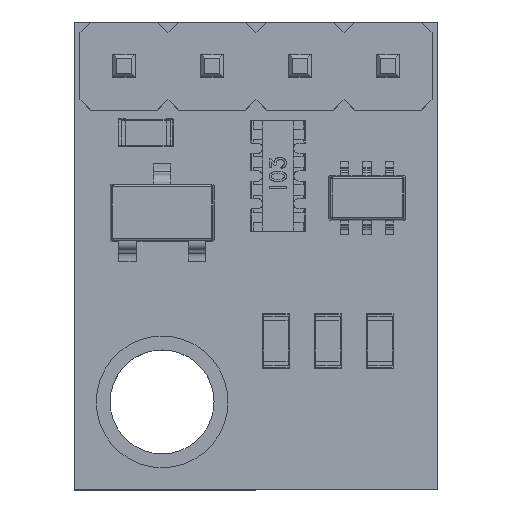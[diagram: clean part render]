
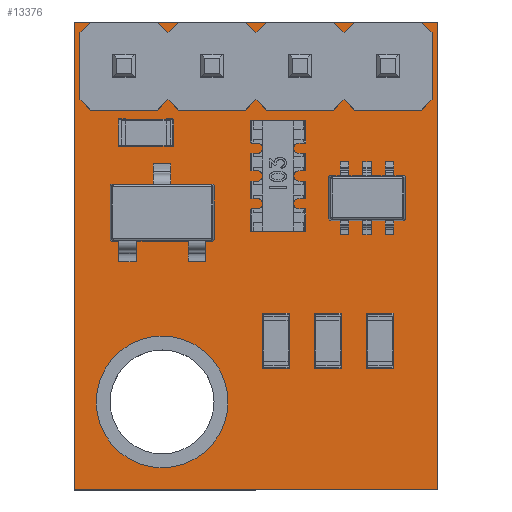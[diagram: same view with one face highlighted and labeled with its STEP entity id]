
A CAD part, top view. The second image highlights one B-rep face of the part: STEP entity #13376.
In plain terms, the highlighted planar face has unit normal (0, 0, 1).
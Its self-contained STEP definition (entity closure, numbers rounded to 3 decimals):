
#12198=CARTESIAN_POINT('',(4.572,5.48,1.5));
#12199=VERTEX_POINT('',#12198);
#12200=CARTESIAN_POINT('',(3.81,5.48,1.5));
#12201=DIRECTION('',(0.0,0.0,-1.0));
#12202=DIRECTION('',(-1.0,0.0,0.0));
#12203=AXIS2_PLACEMENT_3D('',#12200,#12201,#12202);
#12204=CIRCLE('',#12203,0.762);
#12205=EDGE_CURVE('',#12199,#12199,#12204,.T.);
#12246=CARTESIAN_POINT('',(2.032,5.48,1.5));
#12247=VERTEX_POINT('',#12246);
#12248=CARTESIAN_POINT('',(1.27,5.48,1.5));
#12249=DIRECTION('',(0.0,0.0,-1.0));
#12250=DIRECTION('',(-1.0,0.0,0.0));
#12251=AXIS2_PLACEMENT_3D('',#12248,#12249,#12250);
#12252=CIRCLE('',#12251,0.762);
#12253=EDGE_CURVE('',#12247,#12247,#12252,.T.);
#12294=CARTESIAN_POINT('',(-0.508,5.48,1.5));
#12295=VERTEX_POINT('',#12294);
#12296=CARTESIAN_POINT('',(-1.27,5.48,1.5));
#12297=DIRECTION('',(0.0,0.0,-1.0));
#12298=DIRECTION('',(-1.0,0.0,0.0));
#12299=AXIS2_PLACEMENT_3D('',#12296,#12297,#12298);
#12300=CIRCLE('',#12299,0.762);
#12301=EDGE_CURVE('',#12295,#12295,#12300,.T.);
#12342=CARTESIAN_POINT('',(-3.048,5.48,1.5));
#12343=VERTEX_POINT('',#12342);
#12344=CARTESIAN_POINT('',(-3.81,5.48,1.5));
#12345=DIRECTION('',(0.0,0.0,-1.0));
#12346=DIRECTION('',(-1.0,0.0,0.0));
#12347=AXIS2_PLACEMENT_3D('',#12344,#12345,#12346);
#12348=CIRCLE('',#12347,0.762);
#12349=EDGE_CURVE('',#12343,#12343,#12348,.T.);
#13170=CARTESIAN_POINT('',(-0.81,-4.21,1.5));
#13171=VERTEX_POINT('',#13170);
#13172=CARTESIAN_POINT('',(-2.71,-4.21,1.5));
#13173=DIRECTION('',(0.0,0.0,-1.0));
#13174=DIRECTION('',(-1.0,0.0,0.0));
#13175=AXIS2_PLACEMENT_3D('',#13172,#13173,#13174);
#13176=CIRCLE('',#13175,1.9);
#13177=EDGE_CURVE('',#13171,#13171,#13176,.T.);
#13259=CARTESIAN_POINT('',(5.25,6.75,1.5));
#13260=VERTEX_POINT('',#13259);
#13261=CARTESIAN_POINT('',(5.25,-6.75,1.5));
#13262=VERTEX_POINT('',#13261);
#13263=CARTESIAN_POINT('',(5.25,6.75,1.5));
#13264=DIRECTION('',(0.0,-1.0,0.0));
#13265=VECTOR('',#13264,13.5);
#13266=LINE('',#13263,#13265);
#13267=EDGE_CURVE('',#13260,#13262,#13266,.T.);
#13290=CARTESIAN_POINT('',(-5.25,-6.75,1.5));
#13291=VERTEX_POINT('',#13290);
#13292=CARTESIAN_POINT('',(5.25,-6.75,1.5));
#13293=DIRECTION('',(-1.0,0.0,0.0));
#13294=VECTOR('',#13293,10.5);
#13295=LINE('',#13292,#13294);
#13296=EDGE_CURVE('',#13262,#13291,#13295,.T.);
#13314=CARTESIAN_POINT('',(-5.25,6.75,1.5));
#13315=VERTEX_POINT('',#13314);
#13316=CARTESIAN_POINT('',(-5.25,-6.75,1.5));
#13317=DIRECTION('',(0.0,1.0,0.0));
#13318=VECTOR('',#13317,13.5);
#13319=LINE('',#13316,#13318);
#13320=EDGE_CURVE('',#13291,#13315,#13319,.T.);
#13338=CARTESIAN_POINT('',(-5.25,6.75,1.5));
#13339=DIRECTION('',(1.0,0.0,0.0));
#13340=VECTOR('',#13339,10.5);
#13341=LINE('',#13338,#13340);
#13342=EDGE_CURVE('',#13315,#13260,#13341,.T.);
#13350=CARTESIAN_POINT('',(0.,0.,1.5));
#13351=DIRECTION('',(0.0,0.0,1.0));
#13352=DIRECTION('',(1.0,0.0,0.0));
#13353=AXIS2_PLACEMENT_3D('',#13350,#13351,#13352);
#13354=PLANE('',#13353);
#13355=ORIENTED_EDGE('',*,*,#13267,.F.);
#13356=ORIENTED_EDGE('',*,*,#13342,.F.);
#13357=ORIENTED_EDGE('',*,*,#13320,.F.);
#13358=ORIENTED_EDGE('',*,*,#13296,.F.);
#13359=EDGE_LOOP('',(#13355,#13356,#13357,#13358));
#13360=FACE_OUTER_BOUND('',#13359,.T.);
#13361=ORIENTED_EDGE('',*,*,#12205,.T.);
#13362=EDGE_LOOP('',(#13361));
#13363=FACE_BOUND('',#13362,.T.);
#13364=ORIENTED_EDGE('',*,*,#12253,.T.);
#13365=EDGE_LOOP('',(#13364));
#13366=FACE_BOUND('',#13365,.T.);
#13367=ORIENTED_EDGE('',*,*,#12301,.T.);
#13368=EDGE_LOOP('',(#13367));
#13369=FACE_BOUND('',#13368,.T.);
#13370=ORIENTED_EDGE('',*,*,#12349,.T.);
#13371=EDGE_LOOP('',(#13370));
#13372=FACE_BOUND('',#13371,.T.);
#13373=ORIENTED_EDGE('',*,*,#13177,.T.);
#13374=EDGE_LOOP('',(#13373));
#13375=FACE_BOUND('',#13374,.T.);
#13376=ADVANCED_FACE('',(#13360,#13363,#13366,#13369,#13372,#13375),#13354,.T.);
